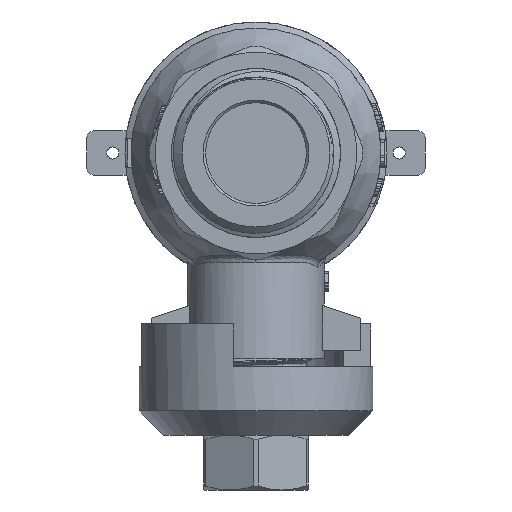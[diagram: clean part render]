
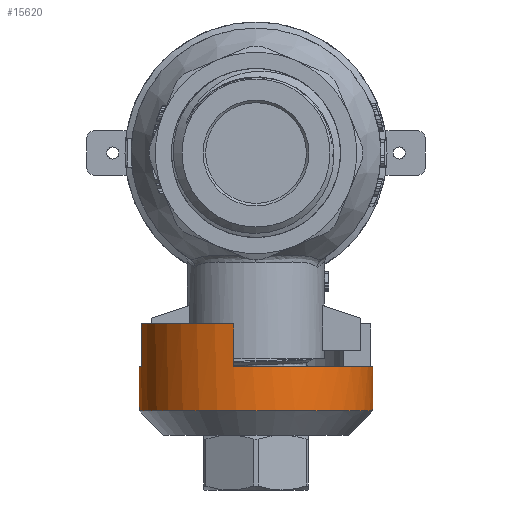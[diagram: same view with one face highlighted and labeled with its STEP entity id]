
A CAD part, left-side view. The second image highlights one B-rep face of the part: STEP entity #15620.
In plain terms, the highlighted cylindrical face has radius 14.5 mm (diameter 29 mm), a partial arc.
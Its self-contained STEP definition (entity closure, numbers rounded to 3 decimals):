
#1584=LINE('',#32996,#2417);
#1608=LINE('',#33155,#2441);
#1624=LINE('',#33429,#2457);
#1625=LINE('',#33434,#2458);
#1626=LINE('',#33440,#2459);
#1627=LINE('',#33441,#2460);
#2417=VECTOR('',#21098,1000.);
#2441=VECTOR('',#21152,1000.);
#2457=VECTOR('',#21226,1000.);
#2458=VECTOR('',#21229,1000.);
#2459=VECTOR('',#21236,1000.);
#2460=VECTOR('',#21237,1000.);
#2720=CYLINDRICAL_SURFACE('',#17399,14.5);
#6289=ORIENTED_EDGE('',*,*,#9270,.T.);
#6290=ORIENTED_EDGE('',*,*,#9271,.F.);
#6291=ORIENTED_EDGE('',*,*,#9272,.F.);
#6292=ORIENTED_EDGE('',*,*,#9273,.F.);
#6293=ORIENTED_EDGE('',*,*,#9232,.T.);
#6294=ORIENTED_EDGE('',*,*,#9274,.F.);
#6295=ORIENTED_EDGE('',*,*,#9198,.F.);
#6296=ORIENTED_EDGE('',*,*,#9275,.F.);
#6297=ORIENTED_EDGE('',*,*,#9276,.T.);
#6298=ORIENTED_EDGE('',*,*,#9266,.F.);
#6299=ORIENTED_EDGE('',*,*,#9277,.F.);
#6300=ORIENTED_EDGE('',*,*,#9278,.F.);
#9198=EDGE_CURVE('',#11022,#11020,#1584,.T.);
#9232=EDGE_CURVE('',#11051,#11050,#1608,.T.);
#9266=EDGE_CURVE('',#11066,#11067,#12215,.T.);
#9270=EDGE_CURVE('',#11070,#11071,#1624,.T.);
#9271=EDGE_CURVE('',#11072,#11071,#12217,.T.);
#9272=EDGE_CURVE('',#11073,#11072,#1625,.T.);
#9273=EDGE_CURVE('',#11051,#11073,#12218,.T.);
#9274=EDGE_CURVE('',#11020,#11050,#12219,.T.);
#9275=EDGE_CURVE('',#11074,#11022,#12220,.T.);
#9276=EDGE_CURVE('',#11074,#11067,#1626,.T.);
#9277=EDGE_CURVE('',#11075,#11066,#1627,.T.);
#9278=EDGE_CURVE('',#11070,#11075,#12221,.T.);
#11020=VERTEX_POINT('',#32991);
#11022=VERTEX_POINT('',#32995);
#11050=VERTEX_POINT('',#33154);
#11051=VERTEX_POINT('',#33156);
#11066=VERTEX_POINT('',#33378);
#11067=VERTEX_POINT('',#33380);
#11070=VERTEX_POINT('',#33430);
#11071=VERTEX_POINT('',#33431);
#11072=VERTEX_POINT('',#33433);
#11073=VERTEX_POINT('',#33435);
#11074=VERTEX_POINT('',#33439);
#11075=VERTEX_POINT('',#33442);
#12215=CIRCLE('',#17397,14.5);
#12217=CIRCLE('',#17400,14.5);
#12218=CIRCLE('',#17401,14.5);
#12219=CIRCLE('',#17402,14.5);
#12220=CIRCLE('',#17403,14.5);
#12221=CIRCLE('',#17404,14.5);
#13086=EDGE_LOOP('',(#6289,#6290,#6291,#6292,#6293,#6294,#6295,#6296,#6297,
#6298,#6299,#6300));
#14120=FACE_BOUND('',#13086,.T.);
#15620=ADVANCED_FACE('',(#14120),#2720,.T.);
#17397=AXIS2_PLACEMENT_3D('',#33379,#21220,#21221);
#17399=AXIS2_PLACEMENT_3D('',#33428,#21224,#21225);
#17400=AXIS2_PLACEMENT_3D('',#33432,#21227,#21228);
#17401=AXIS2_PLACEMENT_3D('',#33436,#21230,#21231);
#17402=AXIS2_PLACEMENT_3D('',#33437,#21232,#21233);
#17403=AXIS2_PLACEMENT_3D('',#33438,#21234,#21235);
#17404=AXIS2_PLACEMENT_3D('',#33443,#21238,#21239);
#21098=DIRECTION('',(0.,-1.,0.));
#21152=DIRECTION('',(0.,-1.,0.));
#21220=DIRECTION('',(0.,1.,0.));
#21221=DIRECTION('',(-1.,0.,0.));
#21224=DIRECTION('',(0.,1.,0.));
#21225=DIRECTION('',(-1.,0.,0.));
#21226=DIRECTION('',(0.,-1.,0.));
#21227=DIRECTION('',(0.,-1.,0.));
#21228=DIRECTION('',(-1.,0.,0.));
#21229=DIRECTION('',(0.,-1.,0.));
#21230=DIRECTION('',(0.,-1.,0.));
#21231=DIRECTION('',(-1.,0.,0.));
#21232=DIRECTION('',(0.,-1.,0.));
#21233=DIRECTION('',(-1.,0.,0.));
#21234=DIRECTION('',(0.,-1.,0.));
#21235=DIRECTION('',(-1.,0.,0.));
#21236=DIRECTION('',(0.,1.,0.));
#21237=DIRECTION('',(0.,1.,0.));
#21238=DIRECTION('',(0.,1.,0.));
#21239=DIRECTION('',(-1.,0.,0.));
#32991=CARTESIAN_POINT('',(4.6,20.95,-14.237));
#32995=CARTESIAN_POINT('',(4.6,26.25,-14.237));
#32996=CARTESIAN_POINT('',(4.6,34.95,-14.237));
#33154=CARTESIAN_POINT('',(16.087,20.95,-2.75));
#33155=CARTESIAN_POINT('',(16.087,34.95,-2.75));
#33156=CARTESIAN_POINT('',(16.087,26.25,-2.75));
#33378=CARTESIAN_POINT('',(-10.123,31.75,8.179));
#33379=CARTESIAN_POINT('',(1.85,31.75,0.));
#33380=CARTESIAN_POINT('',(-10.123,31.75,-8.179));
#33428=CARTESIAN_POINT('',(1.85,74.95,0.));
#33429=CARTESIAN_POINT('',(-12.387,34.95,2.75));
#33430=CARTESIAN_POINT('',(-12.387,26.25,2.75));
#33431=CARTESIAN_POINT('',(-12.387,20.95,2.75));
#33432=CARTESIAN_POINT('',(1.85,20.95,0.));
#33433=CARTESIAN_POINT('',(-0.9,20.95,14.237));
#33434=CARTESIAN_POINT('',(-0.9,34.95,14.237));
#33435=CARTESIAN_POINT('',(-0.9,26.25,14.237));
#33436=CARTESIAN_POINT('',(1.85,26.25,0.));
#33437=CARTESIAN_POINT('',(1.85,20.95,0.));
#33438=CARTESIAN_POINT('',(1.85,26.25,0.));
#33439=CARTESIAN_POINT('',(-10.123,26.25,-8.179));
#33440=CARTESIAN_POINT('',(-10.123,74.95,-8.179));
#33441=CARTESIAN_POINT('',(-10.123,74.95,8.179));
#33442=CARTESIAN_POINT('',(-10.123,26.25,8.179));
#33443=CARTESIAN_POINT('',(1.85,26.25,0.));
